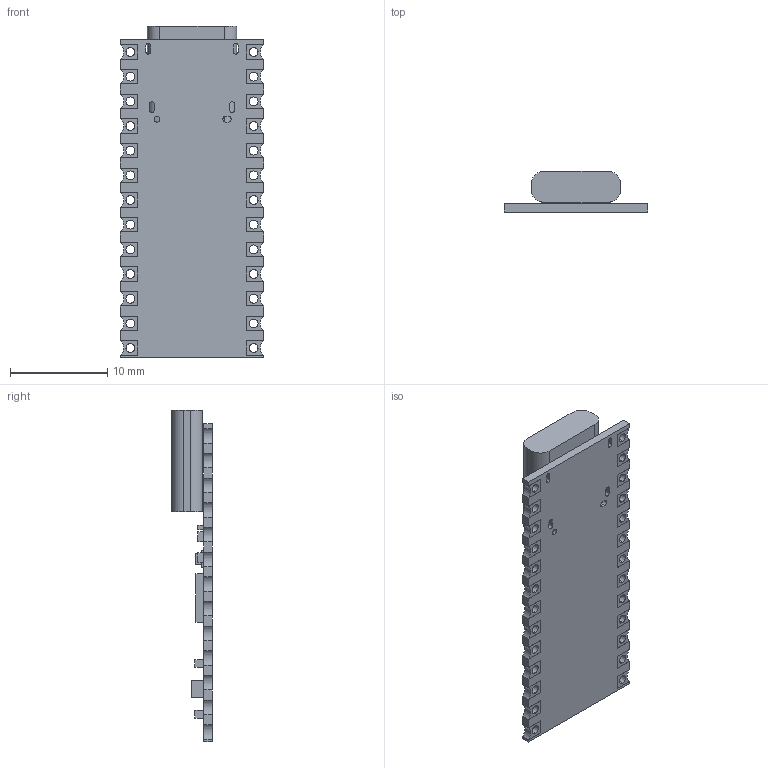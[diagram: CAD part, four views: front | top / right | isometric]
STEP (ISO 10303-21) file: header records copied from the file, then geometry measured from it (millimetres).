
FILE_DESCRIPTION (( 'STEP AP214' ), '1' );
FILE_NAME ('treehopper-simplified.STEP', '2018-02-10T19:10:15', ( '' ), ( '' ), 'SwSTEP 2.0', 'SolidWorks 2017', '' );
FILE_SCHEMA (( 'AUTOMOTIVE_DESIGN' ));
Length unit declared in the file: inch
Products named in the file (1): treehopper-simplified
Bounding box: 14.73 x 4.19 x 34.16 mm (x, y, z)
Volume: 725 mm3; surface area: 1495.3 mm2
Topology: 13 solids, 13 shells, 426 faces, 1194 edges, 796 vertices
Faces by surface type: plane 324, cylinder 102
Entity records: 18004 total; most frequent: CARTESIAN_POINT 2417, ORIENTED_EDGE 2388, DIRECTION 2278, EDGE_CURVE 1194, LINE 964, VECTOR 964, VERTEX_POINT 796, AXIS2_PLACEMENT_3D 657
